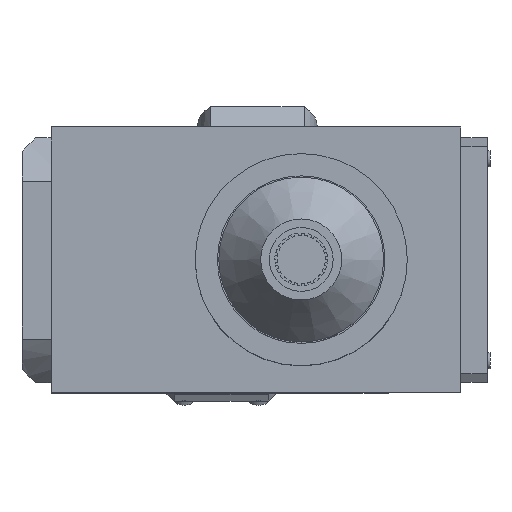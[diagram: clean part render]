
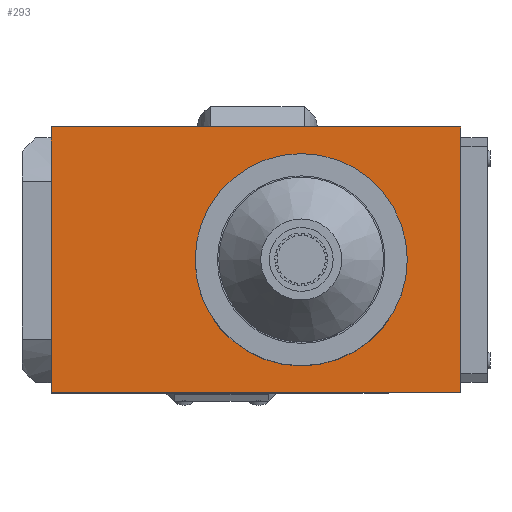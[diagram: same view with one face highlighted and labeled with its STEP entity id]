
A CAD part, top view. The second image highlights one B-rep face of the part: STEP entity #293.
In plain terms, the highlighted planar face has unit normal (0, 0, 1).
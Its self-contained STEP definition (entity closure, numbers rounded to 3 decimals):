
#293=ADVANCED_FACE('',(#757,#758),#481,.T.);
#481=PLANE('',#3544);
#609=CIRCLE('',#3543,39.89);
#757=FACE_BOUND('',#851,.T.);
#758=FACE_BOUND('',#852,.T.);
#851=EDGE_LOOP('',(#1169));
#852=EDGE_LOOP('',(#1170,#1171,#1172,#1173,#1174,#1175));
#1169=ORIENTED_EDGE('',*,*,#2441,.F.);
#1170=ORIENTED_EDGE('',*,*,#2422,.F.);
#1171=ORIENTED_EDGE('',*,*,#2440,.F.);
#1172=ORIENTED_EDGE('',*,*,#2442,.T.);
#1173=ORIENTED_EDGE('',*,*,#2443,.T.);
#1174=ORIENTED_EDGE('',*,*,#2444,.T.);
#1175=ORIENTED_EDGE('',*,*,#2445,.T.);
#2073=VERTEX_POINT('',#5025);
#2078=VERTEX_POINT('',#5035);
#2091=VERTEX_POINT('',#5069);
#2092=VERTEX_POINT('',#5073);
#2093=VERTEX_POINT('',#5075);
#2094=VERTEX_POINT('',#5077);
#2095=VERTEX_POINT('',#5079);
#2422=EDGE_CURVE('',#2078,#2073,#2882,.T.);
#2440=EDGE_CURVE('',#2091,#2078,#2894,.T.);
#2441=EDGE_CURVE('',#2092,#2092,#609,.T.);
#2442=EDGE_CURVE('',#2091,#2093,#2895,.T.);
#2443=EDGE_CURVE('',#2093,#2094,#2896,.T.);
#2444=EDGE_CURVE('',#2094,#2095,#2897,.T.);
#2445=EDGE_CURVE('',#2095,#2073,#2898,.T.);
#2882=LINE('',#5036,#3195);
#2894=LINE('',#5070,#3207);
#2895=LINE('',#5074,#3208);
#2896=LINE('',#5076,#3209);
#2897=LINE('',#5078,#3210);
#2898=LINE('',#5080,#3211);
#3195=VECTOR('',#3980,1.);
#3207=VECTOR('',#4010,1.);
#3208=VECTOR('',#4015,1.);
#3209=VECTOR('',#4016,1.);
#3210=VECTOR('',#4017,1.);
#3211=VECTOR('',#4018,1.);
#3543=AXIS2_PLACEMENT_3D('',#5072,#4013,#4014);
#3544=AXIS2_PLACEMENT_3D('',#5081,#4019,#4020);
#3980=DIRECTION('',(1.,0.,0.));
#4010=DIRECTION('',(0.,1.,0.));
#4013=DIRECTION('',(0.,0.,1.));
#4014=DIRECTION('',(1.,0.,0.));
#4015=DIRECTION('',(1.,0.,0.));
#4016=DIRECTION('',(0.,1.,0.));
#4017=DIRECTION('',(0.,1.,0.));
#4018=DIRECTION('',(0.,1.,0.));
#4019=DIRECTION('',(0.,0.,1.));
#4020=DIRECTION('',(1.,0.,0.));
#5025=CARTESIAN_POINT('',(60.,50.,0.));
#5035=CARTESIAN_POINT('',(-94.,50.,0.));
#5036=CARTESIAN_POINT('',(-94.,50.,0.));
#5069=CARTESIAN_POINT('',(-94.,-50.,0.));
#5070=CARTESIAN_POINT('',(-94.,-50.,0.));
#5072=CARTESIAN_POINT('',(0.,0.,0.));
#5073=CARTESIAN_POINT('',(39.89,0.,0.));
#5074=CARTESIAN_POINT('',(-94.,-50.,0.));
#5075=CARTESIAN_POINT('',(60.,-50.,0.));
#5076=CARTESIAN_POINT('',(60.,-50.,0.));
#5077=CARTESIAN_POINT('',(60.,-45.598,0.));
#5078=CARTESIAN_POINT('',(60.,-50.,0.));
#5079=CARTESIAN_POINT('',(60.,45.598,0.));
#5080=CARTESIAN_POINT('',(60.,-50.,0.));
#5081=CARTESIAN_POINT('',(-94.,-50.,0.));
